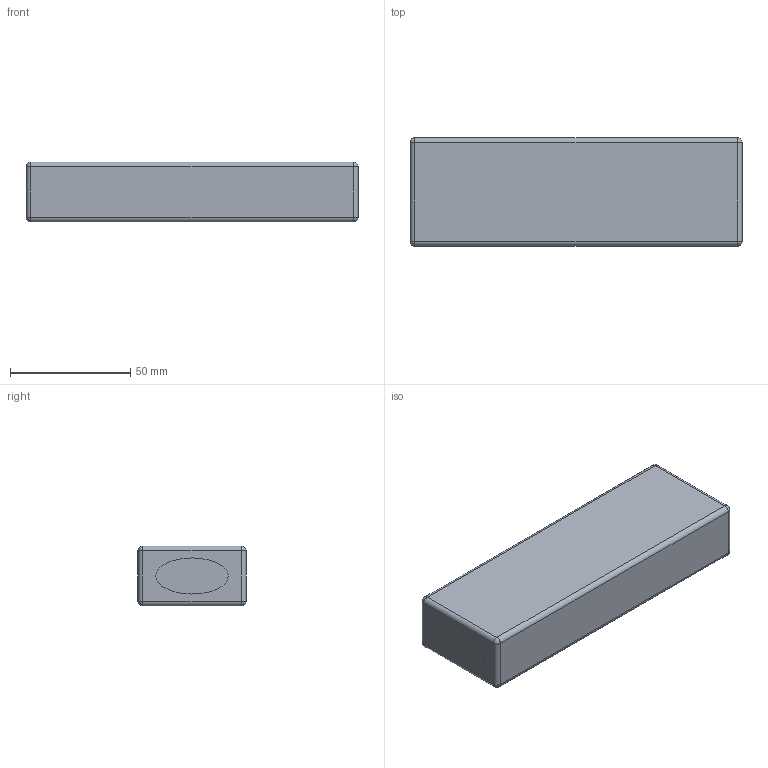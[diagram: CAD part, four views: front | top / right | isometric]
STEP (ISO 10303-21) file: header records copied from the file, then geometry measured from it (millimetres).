
FILE_DESCRIPTION(/* description */ (''),/* implementation_level */ '2;1');
FILE_NAME(/* name */ 'GOLDBAT_6200mAh_2S_50C_Lipo_Battery.stp',/* time_stamp */ '2020-02-21T00:45:03-06:00',/* author */ ('samue'),/* organization */ (''),/* preprocessor_version */ 'ST-DEVELOPER v17',/* originating_system */ 'Autodesk Inventor 2019',/* authorisation */ '');
FILE_SCHEMA (('AUTOMOTIVE_DESIGN { 1 0 10303 214 3 1 1 }'));
Length unit declared in the file: millimetre
Products named in the file (1): GOLDBAT_6200mAh_2S_50C_Lipo_Battery
Bounding box: 137.92 x 44.96 x 24.89 mm (x, y, z)
Volume: 153574.4 mm3; surface area: 20802.5 mm2
Topology: 1 solids, 1 shells, 30 faces, 54 edges, 28 vertices
Faces by surface type: cylinder 12, plane 8, sphere 8, bspline 2
Entity records: 788 total; most frequent: CARTESIAN_POINT 147, DIRECTION 140, ORIENTED_EDGE 108, AXIS2_PLACEMENT_3D 57, EDGE_CURVE 54, EDGE_LOOP 32, FACE_OUTER_BOUND 30, ADVANCED_FACE 30
